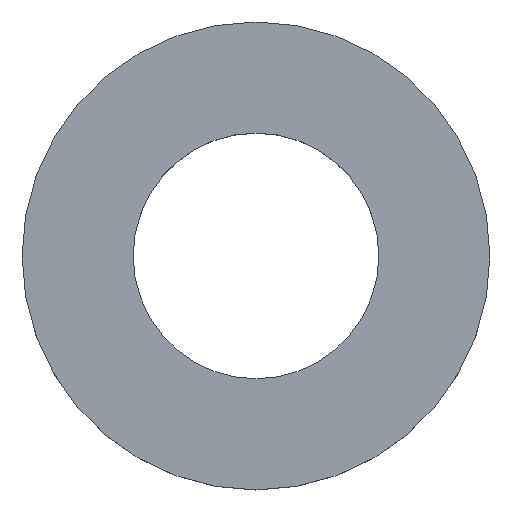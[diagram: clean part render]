
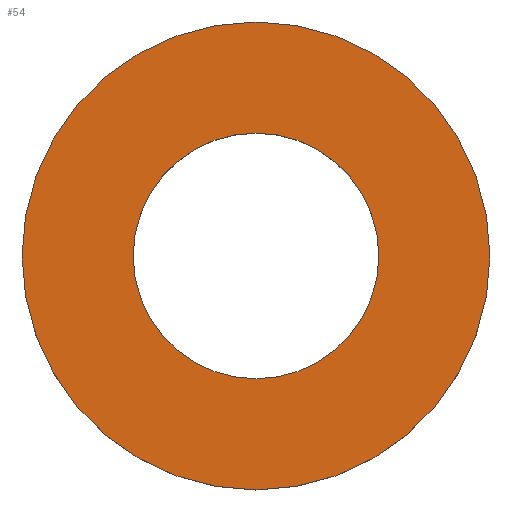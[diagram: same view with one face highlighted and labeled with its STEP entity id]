
A CAD part, top view. The second image highlights one B-rep face of the part: STEP entity #54.
In plain terms, the highlighted planar face has unit normal (0, 0, 1).
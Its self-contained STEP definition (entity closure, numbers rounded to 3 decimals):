
#7 = DIRECTION ( 'NONE',  ( 1., 0., 0. ) ) ;
#11 = CIRCLE ( 'NONE', #108, 2.1 ) ;
#13 = VERTEX_POINT ( 'NONE', #166 ) ;
#22 = CARTESIAN_POINT ( 'NONE',  ( 0., 0., 1. ) ) ;
#26 = AXIS2_PLACEMENT_3D ( 'NONE', #22, #148, #44 ) ;
#31 = DIRECTION ( 'NONE',  ( 0., 0., 1. ) ) ;
#37 = AXIS2_PLACEMENT_3D ( 'NONE', #95, #206, #117 ) ;
#42 = ORIENTED_EDGE ( 'NONE', *, *, #175, .F. ) ;
#43 = EDGE_LOOP ( 'NONE', ( #172, #42 ) ) ;
#44 = DIRECTION ( 'NONE',  ( 1., 0., 0. ) ) ;
#45 = DIRECTION ( 'NONE',  ( 0., 0., 1. ) ) ;
#51 = CARTESIAN_POINT ( 'NONE',  ( 4., 0., 1. ) ) ;
#54 = ADVANCED_FACE ( 'NONE', ( #203, #76 ), #96, .T. ) ;
#69 = AXIS2_PLACEMENT_3D ( 'NONE', #77, #193, #94 ) ;
#70 = CARTESIAN_POINT ( 'NONE',  ( 0., 0., 1. ) ) ;
#76 = FACE_BOUND ( 'NONE', #43, .T. ) ;
#77 = CARTESIAN_POINT ( 'NONE',  ( 0., 0., 1. ) ) ;
#79 = CARTESIAN_POINT ( 'NONE',  ( 2.1, 0., 1. ) ) ;
#94 = DIRECTION ( 'NONE',  ( 1., 0., 0. ) ) ;
#95 = CARTESIAN_POINT ( 'NONE',  ( 0., 0., 1. ) ) ;
#96 = PLANE ( 'NONE',  #113 ) ;
#101 = VERTEX_POINT ( 'NONE', #79 ) ;
#108 = AXIS2_PLACEMENT_3D ( 'NONE', #70, #31, #139 ) ;
#113 = AXIS2_PLACEMENT_3D ( 'NONE', #196, #45, #7 ) ;
#115 = EDGE_LOOP ( 'NONE', ( #191, #154 ) ) ;
#117 = DIRECTION ( 'NONE',  ( 1., 0., 0. ) ) ;
#119 = CIRCLE ( 'NONE', #69, 4. ) ;
#133 = EDGE_CURVE ( 'NONE', #13, #101, #11, .T. ) ;
#137 = VERTEX_POINT ( 'NONE', #51 ) ;
#139 = DIRECTION ( 'NONE',  ( 1., 0., 0. ) ) ;
#145 = EDGE_CURVE ( 'NONE', #137, #213, #119, .T. ) ;
#148 = DIRECTION ( 'NONE',  ( 0., 0., 1. ) ) ;
#154 = ORIENTED_EDGE ( 'NONE', *, *, #145, .T. ) ;
#155 = CIRCLE ( 'NONE', #26, 2.1 ) ;
#159 = EDGE_CURVE ( 'NONE', #213, #137, #195, .T. ) ;
#163 = CARTESIAN_POINT ( 'NONE',  ( -4., 0., 1. ) ) ;
#166 = CARTESIAN_POINT ( 'NONE',  ( -2.1, 0., 1. ) ) ;
#172 = ORIENTED_EDGE ( 'NONE', *, *, #133, .F. ) ;
#175 = EDGE_CURVE ( 'NONE', #101, #13, #155, .T. ) ;
#191 = ORIENTED_EDGE ( 'NONE', *, *, #159, .T. ) ;
#193 = DIRECTION ( 'NONE',  ( 0., 0., 1. ) ) ;
#195 = CIRCLE ( 'NONE', #37, 4. ) ;
#196 = CARTESIAN_POINT ( 'NONE',  ( 0., 0., 1. ) ) ;
#203 = FACE_OUTER_BOUND ( 'NONE', #115, .T. ) ;
#206 = DIRECTION ( 'NONE',  ( 0., 0., 1. ) ) ;
#213 = VERTEX_POINT ( 'NONE', #163 ) ;
